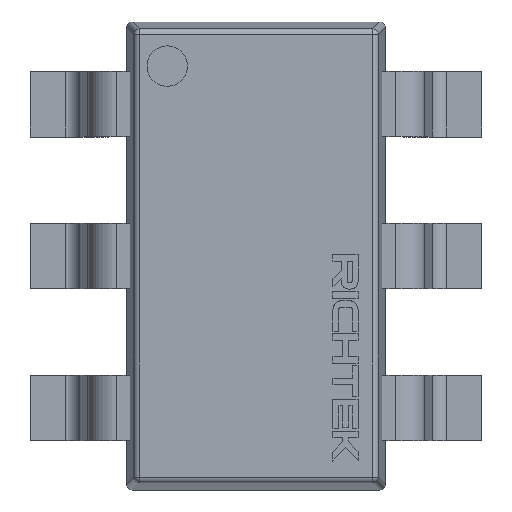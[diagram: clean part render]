
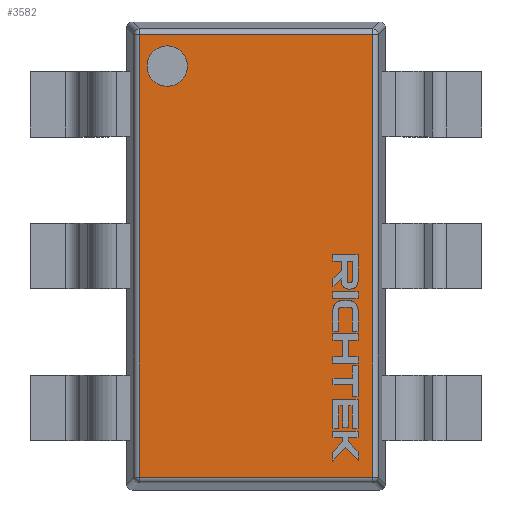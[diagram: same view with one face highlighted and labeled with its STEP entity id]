
A CAD part, top view. The second image highlights one B-rep face of the part: STEP entity #3582.
In plain terms, the highlighted planar face has unit normal (0, 0, 1).
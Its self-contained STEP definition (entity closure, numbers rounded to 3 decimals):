
#96=PLANE('',#3935);
#261=LINE('',#5241,#683);
#267=LINE('',#5267,#689);
#271=LINE('',#5273,#693);
#275=LINE('',#5279,#697);
#683=VECTOR('',#4248,10.);
#689=VECTOR('',#4278,10.);
#693=VECTOR('',#4286,10.);
#697=VECTOR('',#4294,10.);
#1164=FACE_OUTER_BOUND('',#1378,.T.);
#1378=EDGE_LOOP('',(#2609,#2610,#2611,#2612));
#1654=VERTEX_POINT('',#5210);
#1662=VERTEX_POINT('',#5233);
#1665=VERTEX_POINT('',#5246);
#1670=VERTEX_POINT('',#5259);
#2011=EDGE_CURVE('',#1662,#1654,#261,.T.);
#2024=EDGE_CURVE('',#1670,#1662,#267,.T.);
#2028=EDGE_CURVE('',#1665,#1670,#271,.T.);
#2032=EDGE_CURVE('',#1654,#1665,#275,.T.);
#2609=ORIENTED_EDGE('',*,*,#2011,.F.);
#2610=ORIENTED_EDGE('',*,*,#2024,.F.);
#2611=ORIENTED_EDGE('',*,*,#2028,.F.);
#2612=ORIENTED_EDGE('',*,*,#2032,.F.);
#3582=ADVANCED_FACE('',(#1164),#96,.T.);
#3935=AXIS2_PLACEMENT_3D('',#5298,#4321,#4322);
#4248=DIRECTION('',(1.,0.,0.));
#4278=DIRECTION('',(0.,1.,0.));
#4286=DIRECTION('',(-1.,0.,0.));
#4294=DIRECTION('',(0.,-1.,0.));
#4321=DIRECTION('center_axis',(0.,0.,1.));
#4322=DIRECTION('ref_axis',(1.,0.,0.));
#5210=CARTESIAN_POINT('',(0.721,1.369,1.295));
#5233=CARTESIAN_POINT('',(-0.721,1.369,1.295));
#5241=CARTESIAN_POINT('',(-0.6,1.369,1.295));
#5246=CARTESIAN_POINT('',(0.721,-1.369,1.295));
#5259=CARTESIAN_POINT('',(-0.721,-1.369,1.295));
#5267=CARTESIAN_POINT('',(-0.721,0.,1.295));
#5273=CARTESIAN_POINT('',(-0.6,-1.369,1.295));
#5279=CARTESIAN_POINT('',(0.721,0.,1.295));
#5298=CARTESIAN_POINT('Origin',(-0.8,0.,1.295));
